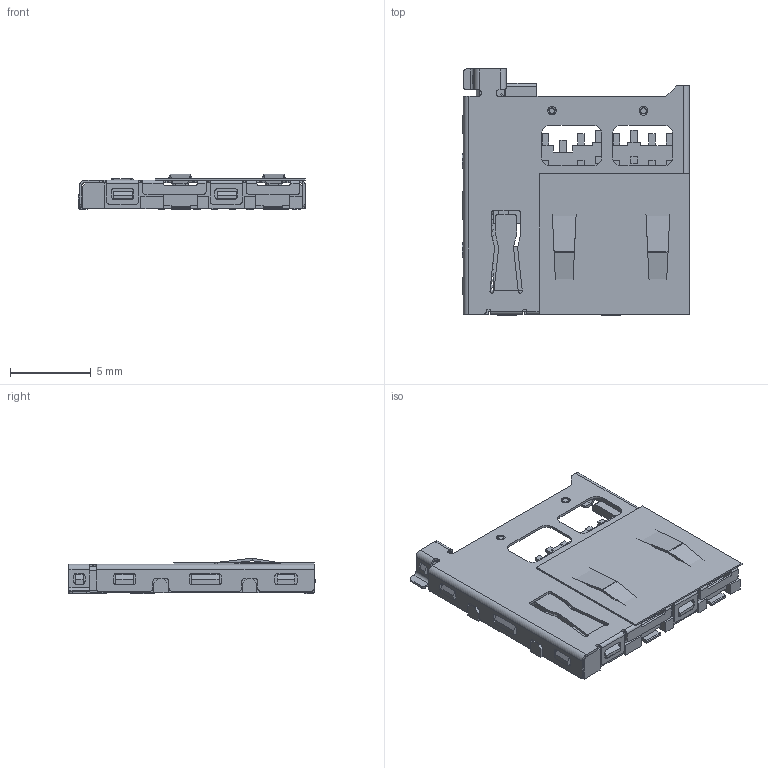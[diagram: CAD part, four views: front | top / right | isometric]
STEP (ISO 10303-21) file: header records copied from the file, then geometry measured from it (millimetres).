
FILE_DESCRIPTION(('STEP AP242'),'1');
FILE_NAME('693071010811.stp','2022-03-04T19:31:13',('TraceParts'),('TraceParts S.A.'),'Spatial InterOp 3D',' ',' ');
FILE_SCHEMA(('AP242_MANAGED_MODEL_BASED_3D_ENGINEERING_MIM_LF {1 0 10303 442 1 1 4}'));
Length unit declared in the file: millimetre
Products named in the file (1): 693071010811_1
Bounding box: 14.1 x 15.25 x 2.2 mm (x, y, z)
Volume: 127 mm3; surface area: 1268.6 mm2
Topology: 16 solids, 16 shells, 1146 faces, 3285 edges, 2156 vertices
Faces by surface type: plane 801, cylinder 314, torus 20, bspline 11
Entity records: 42309 total; most frequent: CARTESIAN_POINT 9227, ORIENTED_EDGE 6570, DIRECTION 6222, EDGE_CURVE 3285, LINE 2594, VECTOR 2594, VERTEX_POINT 2156, AXIS2_PLACEMENT_3D 1814
